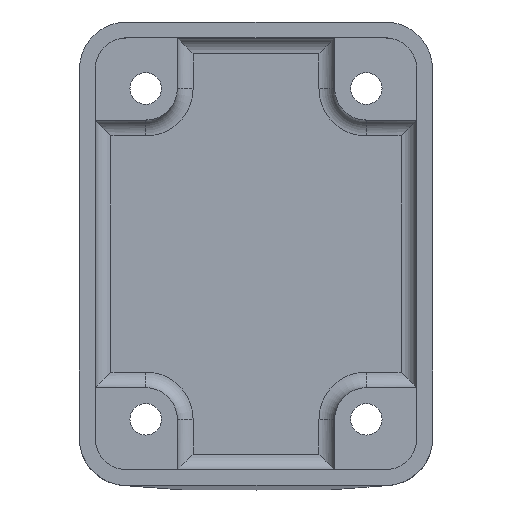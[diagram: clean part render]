
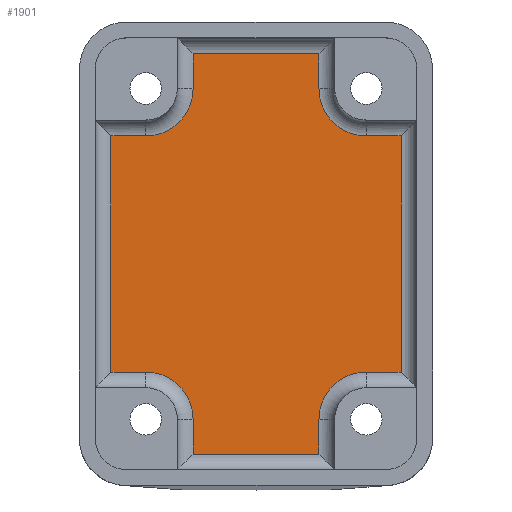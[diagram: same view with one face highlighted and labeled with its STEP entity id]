
A CAD part, top view. The second image highlights one B-rep face of the part: STEP entity #1901.
In plain terms, the highlighted planar face has unit normal (0, 0, 1).
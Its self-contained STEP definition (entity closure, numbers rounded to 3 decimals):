
#71=LINE('',#2786,#250);
#74=LINE('',#2799,#253);
#75=LINE('',#2803,#254);
#78=LINE('',#2814,#257);
#79=LINE('',#2818,#258);
#82=LINE('',#2829,#261);
#83=LINE('',#2838,#262);
#85=LINE('',#2847,#264);
#88=LINE('',#2853,#267);
#90=LINE('',#2860,#269);
#91=LINE('',#2868,#270);
#93=LINE('',#2877,#272);
#250=VECTOR('',#2221,10.);
#253=VECTOR('',#2232,10.);
#254=VECTOR('',#2237,10.);
#257=VECTOR('',#2246,10.);
#258=VECTOR('',#2251,10.);
#261=VECTOR('',#2260,10.);
#262=VECTOR('',#2273,10.);
#264=VECTOR('',#2285,10.);
#267=VECTOR('',#2290,10.);
#269=VECTOR('',#2298,10.);
#270=VECTOR('',#2309,10.);
#272=VECTOR('',#2321,10.);
#512=FACE_OUTER_BOUND('',#627,.T.);
#627=EDGE_LOOP('',(#1374,#1375,#1376,#1377,#1378,#1379,#1380,#1381,#1382,
#1383,#1384,#1385,#1386,#1387,#1388,#1389));
#739=CIRCLE('',#2028,6.);
#742=CIRCLE('',#2033,6.);
#746=CIRCLE('',#2042,6.);
#749=CIRCLE('',#2047,6.);
#805=VERTEX_POINT('',#2784);
#806=VERTEX_POINT('',#2785);
#811=VERTEX_POINT('',#2796);
#812=VERTEX_POINT('',#2798);
#813=VERTEX_POINT('',#2802);
#817=VERTEX_POINT('',#2811);
#818=VERTEX_POINT('',#2813);
#819=VERTEX_POINT('',#2817);
#823=VERTEX_POINT('',#2826);
#824=VERTEX_POINT('',#2828);
#826=VERTEX_POINT('',#2833);
#828=VERTEX_POINT('',#2842);
#830=VERTEX_POINT('',#2852);
#832=VERTEX_POINT('',#2858);
#834=VERTEX_POINT('',#2863);
#836=VERTEX_POINT('',#2872);
#982=EDGE_CURVE('',#805,#806,#71,.T.);
#988=EDGE_CURVE('',#811,#812,#74,.T.);
#990=EDGE_CURVE('',#812,#813,#75,.T.);
#995=EDGE_CURVE('',#817,#818,#78,.T.);
#997=EDGE_CURVE('',#818,#819,#79,.T.);
#1002=EDGE_CURVE('',#823,#824,#82,.T.);
#1005=EDGE_CURVE('',#826,#823,#739,.T.);
#1007=EDGE_CURVE('',#819,#826,#83,.T.);
#1010=EDGE_CURVE('',#828,#817,#742,.T.);
#1012=EDGE_CURVE('',#813,#828,#85,.T.);
#1015=EDGE_CURVE('',#824,#830,#88,.T.);
#1019=EDGE_CURVE('',#832,#805,#90,.T.);
#1021=EDGE_CURVE('',#834,#832,#746,.T.);
#1023=EDGE_CURVE('',#830,#834,#91,.T.);
#1026=EDGE_CURVE('',#836,#811,#749,.T.);
#1028=EDGE_CURVE('',#806,#836,#93,.T.);
#1374=ORIENTED_EDGE('',*,*,#1002,.F.);
#1375=ORIENTED_EDGE('',*,*,#1005,.F.);
#1376=ORIENTED_EDGE('',*,*,#1007,.F.);
#1377=ORIENTED_EDGE('',*,*,#997,.F.);
#1378=ORIENTED_EDGE('',*,*,#995,.F.);
#1379=ORIENTED_EDGE('',*,*,#1010,.F.);
#1380=ORIENTED_EDGE('',*,*,#1012,.F.);
#1381=ORIENTED_EDGE('',*,*,#990,.F.);
#1382=ORIENTED_EDGE('',*,*,#988,.F.);
#1383=ORIENTED_EDGE('',*,*,#1026,.F.);
#1384=ORIENTED_EDGE('',*,*,#1028,.F.);
#1385=ORIENTED_EDGE('',*,*,#982,.F.);
#1386=ORIENTED_EDGE('',*,*,#1019,.F.);
#1387=ORIENTED_EDGE('',*,*,#1021,.F.);
#1388=ORIENTED_EDGE('',*,*,#1023,.F.);
#1389=ORIENTED_EDGE('',*,*,#1015,.F.);
#1826=PLANE('',#2060);
#1901=ADVANCED_FACE('',(#512),#1826,.T.);
#2028=AXIS2_PLACEMENT_3D('',#2835,#2267,#2268);
#2033=AXIS2_PLACEMENT_3D('',#2844,#2279,#2280);
#2042=AXIS2_PLACEMENT_3D('',#2865,#2303,#2304);
#2047=AXIS2_PLACEMENT_3D('',#2874,#2315,#2316);
#2060=AXIS2_PLACEMENT_3D('',#2929,#2366,#2367);
#2221=DIRECTION('',(-1.,0.,0.));
#2232=DIRECTION('',(-1.,0.,0.));
#2237=DIRECTION('',(0.,1.,0.));
#2246=DIRECTION('',(0.,1.,0.));
#2251=DIRECTION('',(1.,0.,0.));
#2260=DIRECTION('',(1.,0.,0.));
#2267=DIRECTION('center_axis',(0.,0.,1.));
#2268=DIRECTION('ref_axis',(-0.707,-0.707,0.));
#2273=DIRECTION('',(0.,-1.,0.));
#2279=DIRECTION('center_axis',(0.,0.,1.));
#2280=DIRECTION('ref_axis',(0.707,-0.707,0.));
#2285=DIRECTION('',(1.,0.,0.));
#2290=DIRECTION('',(0.,-1.,0.));
#2298=DIRECTION('',(0.,-1.,0.));
#2303=DIRECTION('center_axis',(0.,0.,1.));
#2304=DIRECTION('ref_axis',(-0.707,0.707,0.));
#2309=DIRECTION('',(-1.,0.,0.));
#2315=DIRECTION('center_axis',(0.,0.,1.));
#2316=DIRECTION('ref_axis',(0.707,0.707,0.));
#2321=DIRECTION('',(0.,1.,0.));
#2366=DIRECTION('center_axis',(0.,0.,1.));
#2367=DIRECTION('ref_axis',(1.,0.,0.));
#2784=CARTESIAN_POINT('',(-14.408,4.,-18.));
#2785=CARTESIAN_POINT('',(-30.348,4.,-18.));
#2786=CARTESIAN_POINT('',(-14.19,4.,-18.));
#2796=CARTESIAN_POINT('',(-36.348,14.408,-18.));
#2798=CARTESIAN_POINT('',(-40.76,14.408,-18.));
#2799=CARTESIAN_POINT('',(-29.364,14.408,-18.));
#2802=CARTESIAN_POINT('',(-40.76,44.318,-18.));
#2803=CARTESIAN_POINT('',(-40.76,17.683,-18.));
#2811=CARTESIAN_POINT('',(-30.348,50.318,-18.));
#2813=CARTESIAN_POINT('',(-30.348,54.73,-18.));
#2814=CARTESIAN_POINT('',(-30.348,39.842,-18.));
#2817=CARTESIAN_POINT('',(-14.408,54.73,-18.));
#2818=CARTESIAN_POINT('',(-30.57,54.73,-18.));
#2826=CARTESIAN_POINT('',(-8.408,44.318,-18.));
#2828=CARTESIAN_POINT('',(-4.,44.318,-18.));
#2829=CARTESIAN_POINT('',(-15.394,44.318,-18.));
#2833=CARTESIAN_POINT('',(-14.408,50.318,-18.));
#2835=CARTESIAN_POINT('Origin',(-8.408,50.318,-18.));
#2838=CARTESIAN_POINT('',(-14.408,43.048,-18.));
#2842=CARTESIAN_POINT('',(-36.348,44.318,-18.));
#2844=CARTESIAN_POINT('Origin',(-36.348,50.318,-18.));
#2847=CARTESIAN_POINT('',(-32.57,44.318,-18.));
#2852=CARTESIAN_POINT('',(-4.,14.408,-18.));
#2853=CARTESIAN_POINT('',(-4.,41.048,-18.));
#2858=CARTESIAN_POINT('',(-14.408,8.408,-18.));
#2860=CARTESIAN_POINT('',(-14.408,18.887,-18.));
#2863=CARTESIAN_POINT('',(-8.408,14.408,-18.));
#2865=CARTESIAN_POINT('Origin',(-8.408,8.408,-18.));
#2868=CARTESIAN_POINT('',(-12.19,14.408,-18.));
#2872=CARTESIAN_POINT('',(-30.348,8.408,-18.));
#2874=CARTESIAN_POINT('Origin',(-36.348,8.408,-18.));
#2877=CARTESIAN_POINT('',(-30.348,15.683,-18.));
#2929=CARTESIAN_POINT('Origin',(-22.38,29.365,-18.));
